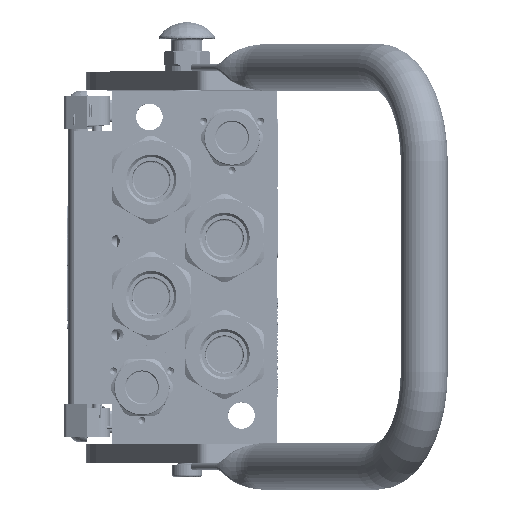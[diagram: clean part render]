
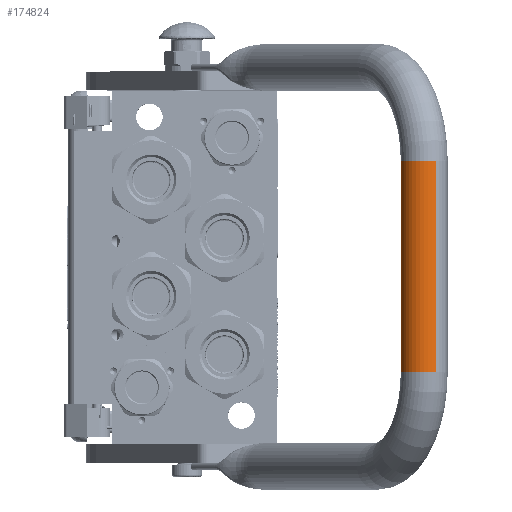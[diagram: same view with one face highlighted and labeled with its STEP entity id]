
A CAD part, top view. The second image highlights one B-rep face of the part: STEP entity #174824.
In plain terms, the highlighted cylindrical face has radius 12.5 mm (diameter 25 mm), a partial arc.
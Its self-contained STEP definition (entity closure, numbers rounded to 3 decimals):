
#5348 = CARTESIAN_POINT ( 'NONE',  ( -56.25, 0., 155. ) ) ;
#10901 = EDGE_LOOP ( 'NONE', ( #26960, #94973, #171749, #129620 ) ) ;
#15373 = DIRECTION ( 'NONE',  ( 0., 0., -1. ) ) ;
#26960 = ORIENTED_EDGE ( 'NONE', *, *, #72855, .T. ) ;
#36483 = LINE ( 'NONE', #127860, #66377 ) ;
#42370 = CARTESIAN_POINT ( 'NONE',  ( 56.25, 0., 155. ) ) ;
#49702 = LINE ( 'NONE', #164810, #96491 ) ;
#51118 = CARTESIAN_POINT ( 'NONE',  ( -56.25, 0., 180. ) ) ;
#62202 = AXIS2_PLACEMENT_3D ( 'NONE', #166252, #96951, #15373 ) ;
#66377 = VECTOR ( 'NONE', #155895, 1000. ) ;
#69994 = DIRECTION ( 'NONE',  ( 1., 0., 0. ) ) ;
#72217 = CARTESIAN_POINT ( 'NONE',  ( 56.25, 0., 167.5 ) ) ;
#72855 = EDGE_CURVE ( 'NONE', #171006, #94923, #36483, .T. ) ;
#76367 = AXIS2_PLACEMENT_3D ( 'NONE', #90824, #91406, #117677 ) ;
#80036 = AXIS2_PLACEMENT_3D ( 'NONE', #72217, #84759, #139592 ) ;
#84759 = DIRECTION ( 'NONE',  ( 1., 0., 0. ) ) ;
#90824 = CARTESIAN_POINT ( 'NONE',  ( -56.25, 0., 167.5 ) ) ;
#91406 = DIRECTION ( 'NONE',  ( 1., 0., 0. ) ) ;
#94026 = CIRCLE ( 'NONE', #76367, 12.5 ) ;
#94923 = VERTEX_POINT ( 'NONE', #42370 ) ;
#94973 = ORIENTED_EDGE ( 'NONE', *, *, #176916, .F. ) ;
#96491 = VECTOR ( 'NONE', #69994, 1000. ) ;
#96677 = VERTEX_POINT ( 'NONE', #162691 ) ;
#96951 = DIRECTION ( 'NONE',  ( -1., 0., 0. ) ) ;
#103990 = CYLINDRICAL_SURFACE ( 'NONE', #62202, 12.5 ) ;
#108286 = FACE_OUTER_BOUND ( 'NONE', #10901, .T. ) ;
#117677 = DIRECTION ( 'NONE',  ( 0., 0., 1. ) ) ;
#119323 = EDGE_CURVE ( 'NONE', #129114, #171006, #94026, .T. ) ;
#127860 = CARTESIAN_POINT ( 'NONE',  ( -56.25, 0., 155. ) ) ;
#129114 = VERTEX_POINT ( 'NONE', #51118 ) ;
#129620 = ORIENTED_EDGE ( 'NONE', *, *, #119323, .T. ) ;
#131360 = EDGE_CURVE ( 'NONE', #129114, #96677, #49702, .T. ) ;
#139592 = DIRECTION ( 'NONE',  ( 0., 0., 1. ) ) ;
#155895 = DIRECTION ( 'NONE',  ( 1., 0., 0. ) ) ;
#162691 = CARTESIAN_POINT ( 'NONE',  ( 56.25, 0., 180. ) ) ;
#164810 = CARTESIAN_POINT ( 'NONE',  ( -56.25, 0., 180. ) ) ;
#166252 = CARTESIAN_POINT ( 'NONE',  ( -56.25, 0., 167.5 ) ) ;
#167621 = CIRCLE ( 'NONE', #80036, 12.5 ) ;
#171006 = VERTEX_POINT ( 'NONE', #5348 ) ;
#171749 = ORIENTED_EDGE ( 'NONE', *, *, #131360, .F. ) ;
#174824 = ADVANCED_FACE ( 'NONE', ( #108286 ), #103990, .T. ) ;
#176916 = EDGE_CURVE ( 'NONE', #96677, #94923, #167621, .T. ) ;
